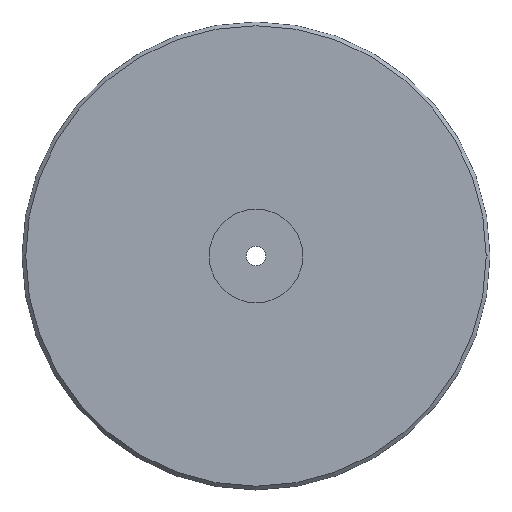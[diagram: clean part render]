
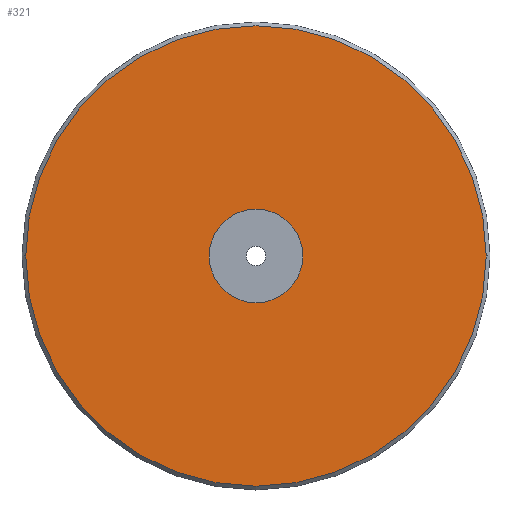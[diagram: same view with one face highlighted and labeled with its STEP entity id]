
A CAD part, top view. The second image highlights one B-rep face of the part: STEP entity #321.
In plain terms, the highlighted planar face has unit normal (0, 0, 1).
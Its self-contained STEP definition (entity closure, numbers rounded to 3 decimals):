
#13 = CARTESIAN_POINT ( 'NONE',  ( 100., 0., 0. ) ) ;
#19 = EDGE_CURVE ( 'NONE', #323, #205, #27, .T. ) ;
#27 = CIRCLE ( 'NONE', #188, 123. ) ;
#32 = FACE_BOUND ( 'NONE', #427, .T. ) ;
#40 = DIRECTION ( 'NONE',  ( -1., 0., 0. ) ) ;
#73 = CARTESIAN_POINT ( 'NONE',  ( 2., 0., 0. ) ) ;
#94 = AXIS2_PLACEMENT_3D ( 'NONE', #176, #468, #109 ) ;
#109 = DIRECTION ( 'NONE',  ( 1., 0., 0. ) ) ;
#113 = DIRECTION ( 'NONE',  ( 0., 0., -1. ) ) ;
#117 = DIRECTION ( 'NONE',  ( 1., 0., 0. ) ) ;
#142 = CARTESIAN_POINT ( 'NONE',  ( 125., 0., 0. ) ) ;
#149 = FACE_OUTER_BOUND ( 'NONE', #378, .T. ) ;
#169 = CIRCLE ( 'NONE', #219, 25. ) ;
#170 = EDGE_CURVE ( 'NONE', #283, #459, #425, .T. ) ;
#176 = CARTESIAN_POINT ( 'NONE',  ( 100., 0., 0. ) ) ;
#178 = AXIS2_PLACEMENT_3D ( 'NONE', #142, #367, #438 ) ;
#179 = ORIENTED_EDGE ( 'NONE', *, *, #207, .T. ) ;
#180 = PLANE ( 'NONE',  #94 ) ;
#188 = AXIS2_PLACEMENT_3D ( 'NONE', #406, #411, #117 ) ;
#205 = VERTEX_POINT ( 'NONE', #276 ) ;
#207 = EDGE_CURVE ( 'NONE', #459, #283, #169, .T. ) ;
#217 = CARTESIAN_POINT ( 'NONE',  ( 150., 0., 0. ) ) ;
#219 = AXIS2_PLACEMENT_3D ( 'NONE', #391, #113, #40 ) ;
#276 = CARTESIAN_POINT ( 'NONE',  ( 248., 0., 0. ) ) ;
#283 = VERTEX_POINT ( 'NONE', #217 ) ;
#314 = CARTESIAN_POINT ( 'NONE',  ( 125., 0., 0. ) ) ;
#321 = ADVANCED_FACE ( 'NONE', ( #149, #32 ), #180, .T. ) ;
#323 = VERTEX_POINT ( 'NONE', #73 ) ;
#330 = EDGE_CURVE ( 'NONE', #205, #323, #389, .T. ) ;
#367 = DIRECTION ( 'NONE',  ( 0., 0., 1. ) ) ;
#378 = EDGE_LOOP ( 'NONE', ( #434, #449 ) ) ;
#389 = CIRCLE ( 'NONE', #178, 123. ) ;
#391 = CARTESIAN_POINT ( 'NONE',  ( 125., 0., 0. ) ) ;
#396 = ORIENTED_EDGE ( 'NONE', *, *, #170, .T. ) ;
#406 = CARTESIAN_POINT ( 'NONE',  ( 125., 0., 0. ) ) ;
#411 = DIRECTION ( 'NONE',  ( 0., 0., 1. ) ) ;
#425 = CIRCLE ( 'NONE', #454, 25. ) ;
#427 = EDGE_LOOP ( 'NONE', ( #179, #396 ) ) ;
#429 = DIRECTION ( 'NONE',  ( -1., 0., 0. ) ) ;
#434 = ORIENTED_EDGE ( 'NONE', *, *, #19, .T. ) ;
#438 = DIRECTION ( 'NONE',  ( 1., 0., 0. ) ) ;
#449 = ORIENTED_EDGE ( 'NONE', *, *, #330, .T. ) ;
#454 = AXIS2_PLACEMENT_3D ( 'NONE', #314, #457, #429 ) ;
#457 = DIRECTION ( 'NONE',  ( 0., 0., -1. ) ) ;
#459 = VERTEX_POINT ( 'NONE', #13 ) ;
#468 = DIRECTION ( 'NONE',  ( 0., 0., 1. ) ) ;
